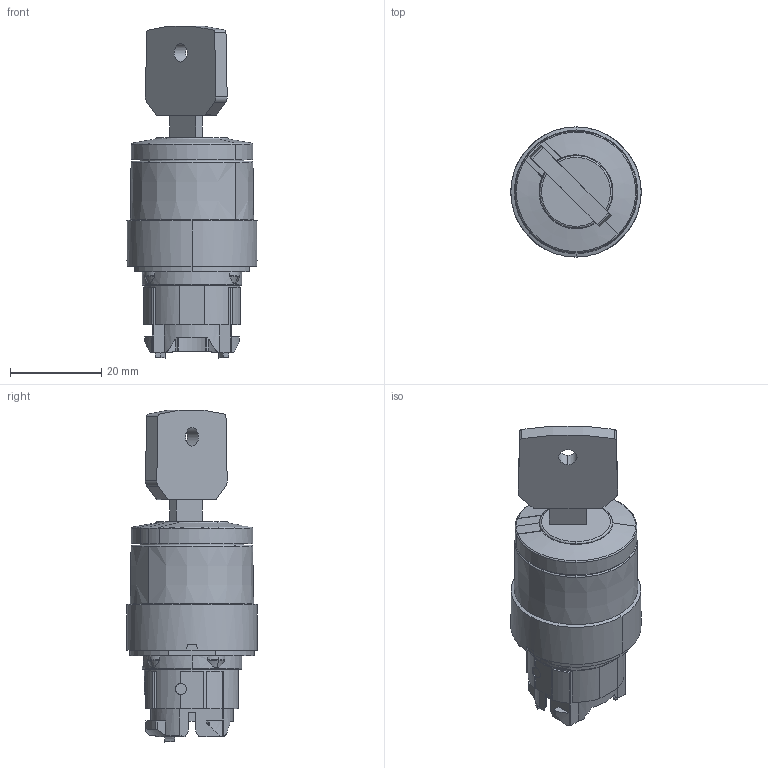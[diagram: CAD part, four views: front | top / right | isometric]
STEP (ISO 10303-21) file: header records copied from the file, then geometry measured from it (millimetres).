
FILE_DESCRIPTION(('STEP AP242'),'1');
FILE_NAME('zb4_bg02.stp','2021-09-26T13:34:36',('TraceParts'),('TraceParts S.A.'),'Spatial InterOp 3D',' ',' ');
FILE_SCHEMA(('AP242_MANAGED_MODEL_BASED_3D_ENGINEERING_MIM_LF {1 0 10303 442 1 1 4}'));
Length unit declared in the file: millimetre
Products named in the file (1): zb4_bg02
Bounding box: 28.5 x 28.5 x 72.65 mm (x, y, z)
Volume: 22828.1 mm3; surface area: 6956.6 mm2
Topology: 1 solids, 1 shells, 321 faces, 940 edges, 628 vertices
Faces by surface type: plane 173, cylinder 105, cone 25, torus 18
Entity records: 11265 total; most frequent: CARTESIAN_POINT 2493, DIRECTION 1881, ORIENTED_EDGE 1880, EDGE_CURVE 940, AXIS2_PLACEMENT_3D 685, VERTEX_POINT 628, LINE 511, VECTOR 511
